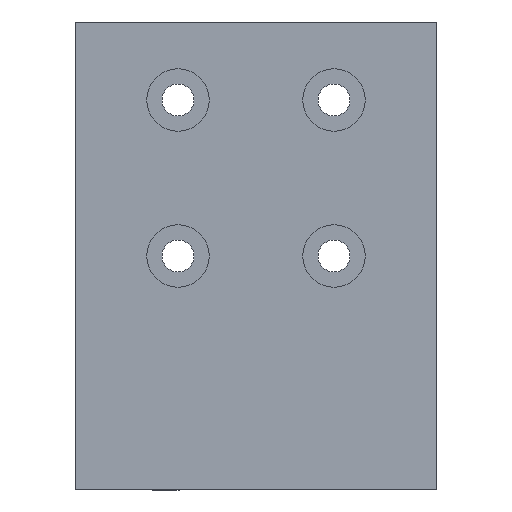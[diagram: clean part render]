
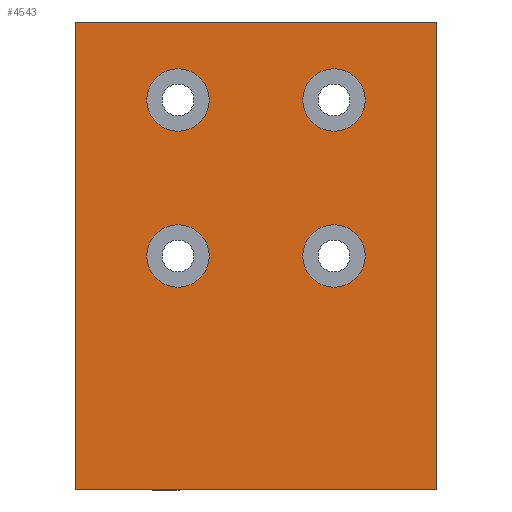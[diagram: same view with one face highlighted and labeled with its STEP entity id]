
A CAD part, front view. The second image highlights one B-rep face of the part: STEP entity #4543.
In plain terms, the highlighted planar face has unit normal (0, -1, 0).
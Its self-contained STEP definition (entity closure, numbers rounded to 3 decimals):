
#2897=VERTEX_POINT('',#8111);
#3739=VERTEX_POINT('',#9064);
#3971=VERTEX_POINT('',#9324);
#4213=VERTEX_POINT('',#9588);
#4409=VERTEX_POINT('',#9805);
#4543=ADVANCED_FACE('',(#9952,#9953,#9954,#9955,#9956),#9957,.T.);
#4563=EDGE_CURVE('',#4213,#6851,#9980,.T.);
#4633=EDGE_CURVE('',#6745,#7035,#10056,.T.);
#5463=EDGE_CURVE('',#6211,#3739,#10982,.T.);
#5867=EDGE_CURVE('',#3971,#2897,#11439,.T.);
#6211=VERTEX_POINT('',#11833);
#6443=EDGE_CURVE('',#6851,#4213,#12097,.T.);
#6745=VERTEX_POINT('',#12434);
#6773=EDGE_CURVE('',#2897,#3971,#12464,.T.);
#6851=VERTEX_POINT('',#12553);
#6915=EDGE_CURVE('',#7405,#7417,#12624,.T.);
#7035=VERTEX_POINT('',#12759);
#7235=EDGE_CURVE('',#7419,#7035,#12988,.T.);
#7257=EDGE_CURVE('',#3739,#6211,#13013,.T.);
#7361=EDGE_CURVE('',#4409,#7419,#13132,.T.);
#7405=VERTEX_POINT('',#13182);
#7417=VERTEX_POINT('',#13195);
#7419=VERTEX_POINT('',#13197);
#7499=EDGE_CURVE('',#7417,#7405,#13282,.T.);
#7575=EDGE_CURVE('',#6745,#4409,#13366,.T.);
#8111=CARTESIAN_POINT('',(-10.0,-50.0,75.0));
#9064=CARTESIAN_POINT('',(40.0,-50.0,125.0));
#9324=CARTESIAN_POINT('',(10.0,-50.0,75.0));
#9588=CARTESIAN_POINT('',(-10.0,-50.0,125.0));
#9805=CARTESIAN_POINT('',(83.0,-50.0,150.0));
#9952=FACE_BOUND('',#16383,.T.);
#9953=FACE_BOUND('',#16384,.T.);
#9954=FACE_BOUND('',#16385,.T.);
#9955=FACE_BOUND('',#16386,.T.);
#9956=FACE_OUTER_BOUND('',#16387,.T.);
#9957=PLANE('',#16388);
#9980=CIRCLE('',#16416,10.0);
#10056=LINE('',#16520,#16521);
#10982=CIRCLE('',#17720,10.0);
#11439=CIRCLE('',#18308,10.0);
#11833=CARTESIAN_POINT('',(60.0,-50.0,125.0));
#12097=CIRCLE('',#19127,10.0);
#12434=CARTESIAN_POINT('',(83.0,-50.0,0.));
#12464=CIRCLE('',#19607,10.0);
#12553=CARTESIAN_POINT('',(10.,-50.0,125.0));
#12624=CIRCLE('',#19818,10.0);
#12759=CARTESIAN_POINT('',(-33.0,-50.0,0.));
#12988=LINE('',#20275,#20276);
#13013=CIRCLE('',#20311,10.0);
#13132=LINE('',#20460,#20461);
#13182=CARTESIAN_POINT('',(40.0,-50.0,75.0));
#13195=CARTESIAN_POINT('',(60.0,-50.0,75.0));
#13197=CARTESIAN_POINT('',(-33.0,-50.0,150.0));
#13282=CIRCLE('',#20663,10.0);
#13366=LINE('',#20769,#20770);
#16383=EDGE_LOOP('',(#24058,#24059));
#16384=EDGE_LOOP('',(#24060,#24061));
#16385=EDGE_LOOP('',(#24062,#24063));
#16386=EDGE_LOOP('',(#24064,#24065));
#16387=EDGE_LOOP('',(#24066,#24067,#24068,#24069));
#16388=AXIS2_PLACEMENT_3D('',#24070,#24071,#24072);
#16416=AXIS2_PLACEMENT_3D('',#24104,#24105,#24106);
#16520=CARTESIAN_POINT('',(83.0,-50.0,0.));
#16521=VECTOR('',#24211,1.0);
#17720=AXIS2_PLACEMENT_3D('',#25472,#25473,#25474);
#18308=AXIS2_PLACEMENT_3D('',#26112,#26113,#26114);
#19127=AXIS2_PLACEMENT_3D('',#27113,#27114,#27115);
#19607=AXIS2_PLACEMENT_3D('',#27621,#27622,#27623);
#19818=AXIS2_PLACEMENT_3D('',#27843,#27844,#27845);
#20275=CARTESIAN_POINT('',(-33.0,-50.0,0.));
#20276=VECTOR('',#28350,1.0);
#20311=AXIS2_PLACEMENT_3D('',#28382,#28383,#28384);
#20460=CARTESIAN_POINT('',(83.0,-50.0,150.0));
#20461=VECTOR('',#28551,1.0);
#20663=AXIS2_PLACEMENT_3D('',#28738,#28739,#28740);
#20769=CARTESIAN_POINT('',(83.0,-50.0,0.));
#20770=VECTOR('',#28840,1.0);
#24058=ORIENTED_EDGE('',*,*,#4563,.T.);
#24059=ORIENTED_EDGE('',*,*,#6443,.T.);
#24060=ORIENTED_EDGE('',*,*,#6773,.T.);
#24061=ORIENTED_EDGE('',*,*,#5867,.T.);
#24062=ORIENTED_EDGE('',*,*,#6915,.T.);
#24063=ORIENTED_EDGE('',*,*,#7499,.T.);
#24064=ORIENTED_EDGE('',*,*,#7257,.T.);
#24065=ORIENTED_EDGE('',*,*,#5463,.T.);
#24066=ORIENTED_EDGE('',*,*,#7235,.T.);
#24067=ORIENTED_EDGE('',*,*,#4633,.F.);
#24068=ORIENTED_EDGE('',*,*,#7575,.T.);
#24069=ORIENTED_EDGE('',*,*,#7361,.T.);
#24070=CARTESIAN_POINT('',(83.0,-50.0,150.0));
#24071=DIRECTION('',(0.0,-1.0,0.0));
#24072=DIRECTION('',(1.0,0.0,0.0));
#24104=CARTESIAN_POINT('',(0.,-50.0,125.0));
#24105=DIRECTION('',(-0.0,1.0,0.0));
#24106=DIRECTION('',(1.0,0.0,0.0));
#24211=DIRECTION('',(-1.0,0.0,0.0));
#25472=CARTESIAN_POINT('',(50.0,-50.0,125.0));
#25473=DIRECTION('',(-0.0,1.0,0.0));
#25474=DIRECTION('',(1.0,0.0,0.0));
#26112=CARTESIAN_POINT('',(0.0,-50.0,75.0));
#26113=DIRECTION('',(-0.0,1.0,0.0));
#26114=DIRECTION('',(1.0,0.0,0.0));
#27113=CARTESIAN_POINT('',(0.,-50.0,125.0));
#27114=DIRECTION('',(-0.0,1.0,0.0));
#27115=DIRECTION('',(1.0,0.0,0.0));
#27621=CARTESIAN_POINT('',(0.0,-50.0,75.0));
#27622=DIRECTION('',(-0.0,1.0,0.0));
#27623=DIRECTION('',(1.0,0.0,0.0));
#27843=CARTESIAN_POINT('',(50.0,-50.0,75.0));
#27844=DIRECTION('',(-0.0,1.0,0.0));
#27845=DIRECTION('',(1.0,0.0,0.0));
#28350=DIRECTION('',(0.0,0.0,-1.0));
#28382=CARTESIAN_POINT('',(50.0,-50.0,125.0));
#28383=DIRECTION('',(-0.0,1.0,0.0));
#28384=DIRECTION('',(1.0,0.0,0.0));
#28551=DIRECTION('',(-1.0,0.0,0.0));
#28738=CARTESIAN_POINT('',(50.0,-50.0,75.0));
#28739=DIRECTION('',(-0.0,1.0,0.0));
#28740=DIRECTION('',(1.0,0.0,0.0));
#28840=DIRECTION('',(0.0,0.0,1.0));
